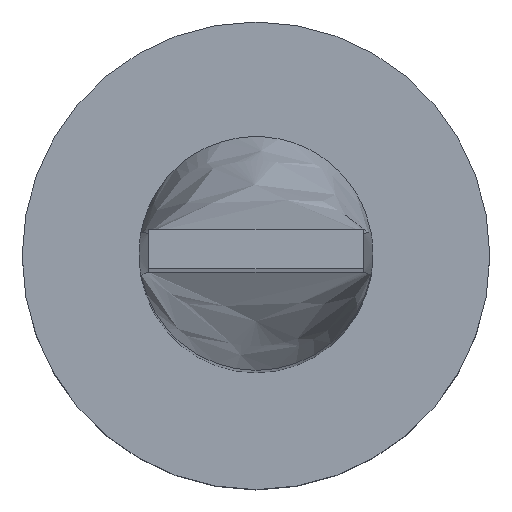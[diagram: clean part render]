
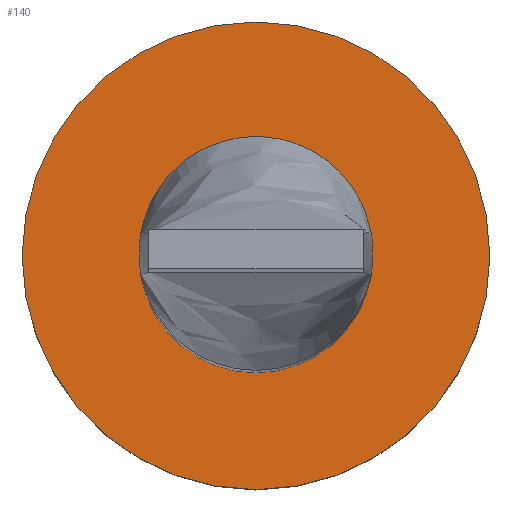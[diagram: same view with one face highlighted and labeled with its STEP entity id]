
A CAD part, top view. The second image highlights one B-rep face of the part: STEP entity #140.
In plain terms, the highlighted planar face has unit normal (0, 0, 1).
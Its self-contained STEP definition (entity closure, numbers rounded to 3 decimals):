
#4 = VERTEX_POINT ( 'NONE', #68 ) ;
#44 = CIRCLE ( 'NONE', #367, 6. ) ;
#47 = DIRECTION ( 'NONE',  ( 0., 0., 1. ) ) ;
#58 = VERTEX_POINT ( 'NONE', #74 ) ;
#68 = CARTESIAN_POINT ( 'NONE',  ( 6., 0., 5. ) ) ;
#74 = CARTESIAN_POINT ( 'NONE',  ( 3., 0., 5. ) ) ;
#80 = DIRECTION ( 'NONE',  ( 1., 0., 0. ) ) ;
#83 = CARTESIAN_POINT ( 'NONE',  ( 0., 0., 5. ) ) ;
#105 = ORIENTED_EDGE ( 'NONE', *, *, #271, .T. ) ;
#109 = CARTESIAN_POINT ( 'NONE',  ( -3., 0., 5. ) ) ;
#112 = DIRECTION ( 'NONE',  ( 0., 0., 1. ) ) ;
#121 = AXIS2_PLACEMENT_3D ( 'NONE', #440, #47, #265 ) ;
#140 = ADVANCED_FACE ( 'NONE', ( #417, #198 ), #373, .T. ) ;
#142 = ORIENTED_EDGE ( 'NONE', *, *, #476, .T. ) ;
#160 = AXIS2_PLACEMENT_3D ( 'NONE', #304, #452, #313 ) ;
#170 = CARTESIAN_POINT ( 'NONE',  ( -6., 0., 5. ) ) ;
#183 = EDGE_CURVE ( 'NONE', #58, #497, #242, .T. ) ;
#198 = FACE_OUTER_BOUND ( 'NONE', #248, .T. ) ;
#212 = ORIENTED_EDGE ( 'NONE', *, *, #431, .F. ) ;
#242 = CIRCLE ( 'NONE', #314, 3. ) ;
#248 = EDGE_LOOP ( 'NONE', ( #142, #105 ) ) ;
#258 = DIRECTION ( 'NONE',  ( 0., 0., 1. ) ) ;
#264 = VERTEX_POINT ( 'NONE', #170 ) ;
#265 = DIRECTION ( 'NONE',  ( 1., 0., 0. ) ) ;
#271 = EDGE_CURVE ( 'NONE', #4, #264, #44, .T. ) ;
#304 = CARTESIAN_POINT ( 'NONE',  ( 0., 0., 5. ) ) ;
#313 = DIRECTION ( 'NONE',  ( 1., 0., 0. ) ) ;
#314 = AXIS2_PLACEMENT_3D ( 'NONE', #83, #434, #566 ) ;
#344 = AXIS2_PLACEMENT_3D ( 'NONE', #510, #112, #420 ) ;
#367 = AXIS2_PLACEMENT_3D ( 'NONE', #569, #258, #80 ) ;
#373 = PLANE ( 'NONE',  #344 ) ;
#404 = EDGE_LOOP ( 'NONE', ( #212, #447 ) ) ;
#417 = FACE_BOUND ( 'NONE', #404, .T. ) ;
#420 = DIRECTION ( 'NONE',  ( 1., 0., 0. ) ) ;
#431 = EDGE_CURVE ( 'NONE', #497, #58, #521, .T. ) ;
#434 = DIRECTION ( 'NONE',  ( 0., 0., 1. ) ) ;
#440 = CARTESIAN_POINT ( 'NONE',  ( 0., 0., 5. ) ) ;
#447 = ORIENTED_EDGE ( 'NONE', *, *, #183, .F. ) ;
#452 = DIRECTION ( 'NONE',  ( 0., 0., 1. ) ) ;
#476 = EDGE_CURVE ( 'NONE', #264, #4, #563, .T. ) ;
#497 = VERTEX_POINT ( 'NONE', #109 ) ;
#510 = CARTESIAN_POINT ( 'NONE',  ( 0., 0., 5. ) ) ;
#521 = CIRCLE ( 'NONE', #160, 3. ) ;
#563 = CIRCLE ( 'NONE', #121, 6. ) ;
#566 = DIRECTION ( 'NONE',  ( 1., 0., 0. ) ) ;
#569 = CARTESIAN_POINT ( 'NONE',  ( 0., 0., 5. ) ) ;
